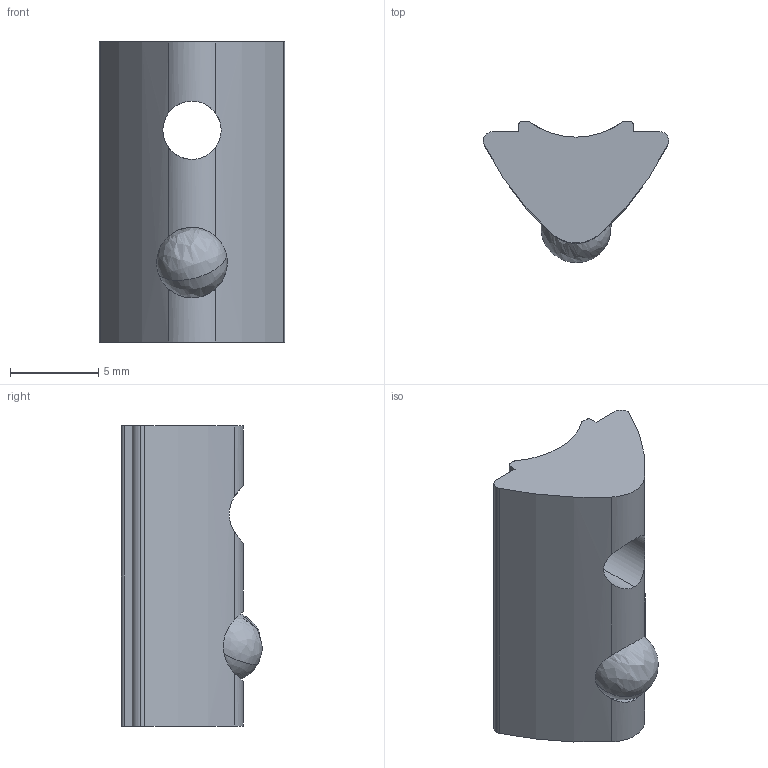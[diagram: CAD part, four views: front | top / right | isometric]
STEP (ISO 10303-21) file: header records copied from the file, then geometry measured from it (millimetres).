
FILE_DESCRIPTION (( 'STEP AP214' ), '1' );
FILE_NAME ('262200107.STEP', '2014-02-21T13:09:52', ( '' ), ( '' ), 'SwSTEP 2.0', 'SolidWorks 2014', '' );
FILE_SCHEMA (( 'AUTOMOTIVE_DESIGN' ));
Length unit declared in the file: millimetre
Products named in the file (1): 262200107
Bounding box: 10.5 x 7.99 x 17 mm (x, y, z)
Volume: 688.8 mm3; surface area: 757.3 mm2
Topology: 3 solids, 3 shells, 40 faces, 103 edges, 64 vertices
Faces by surface type: cylinder 17, plane 11, bspline 10, cone 2
Entity records: 2427 total; most frequent: CARTESIAN_POINT 1026, ORIENTED_EDGE 198, DIRECTION 181, EDGE_CURVE 99, AXIS2_PLACEMENT_3D 71, VERTEX_POINT 64, UNCERTAINTY_MEASURE_WITH_UNIT 45, FILL_AREA_STYLE 44
